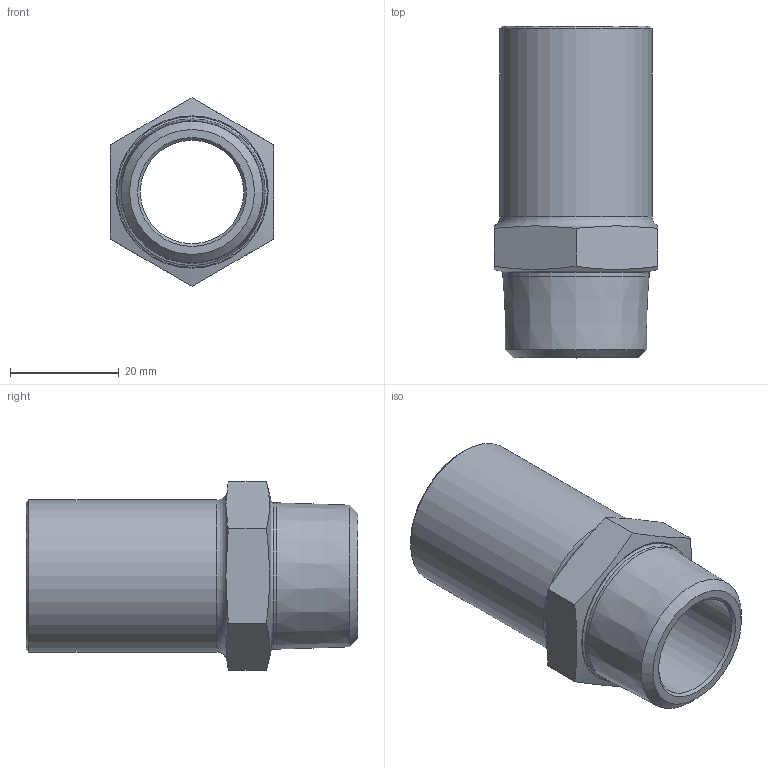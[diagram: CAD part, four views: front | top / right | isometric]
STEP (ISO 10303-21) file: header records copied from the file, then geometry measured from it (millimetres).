
FILE_DESCRIPTION(/* description */ ('MANICOTTO CON INSERIMENTO FILETTO MASCHIO 28x3/4'' (INOXPRES GAS)'),/* implementation_level */ '2;1');
FILE_NAME(/* name */ '269304128_Inoxpres.stp',/* time_stamp */ '2022-10-13T08:53:01+02:00',/* author */ ('Vault'),/* organization */ ('Raccorderie metalliche s.p.a. '),/* preprocessor_version */ 'ST-DEVELOPER v18.1',/* originating_system */ 'Autodesk Inventor 2020',/* authorisation */ 'Raccorderie metalliche s.p.a. ');
FILE_SCHEMA (('AUTOMOTIVE_DESIGN { 1 0 10303 214 3 1 1 }'));
Length unit declared in the file: millimetre
Products named in the file (1): 269304128_Inoxpres
Bounding box: 30 x 61 x 34.64 mm (x, y, z)
Volume: 12166.1 mm3; surface area: 10469.5 mm2
Topology: 1 solids, 1 shells, 35 faces, 96 edges, 65 vertices
Faces by surface type: plane 16, cone 12, cylinder 4, torus 3
Full cylindrical faces by diameter (mm): 19 x1, 25 x1, 26.9 x1, 28 x1
Entity records: 1237 total; most frequent: CARTESIAN_POINT 317, ORIENTED_EDGE 192, DIRECTION 188, EDGE_CURVE 96, AXIS2_PLACEMENT_3D 80, VERTEX_POINT 65, CIRCLE 44, EDGE_LOOP 39
